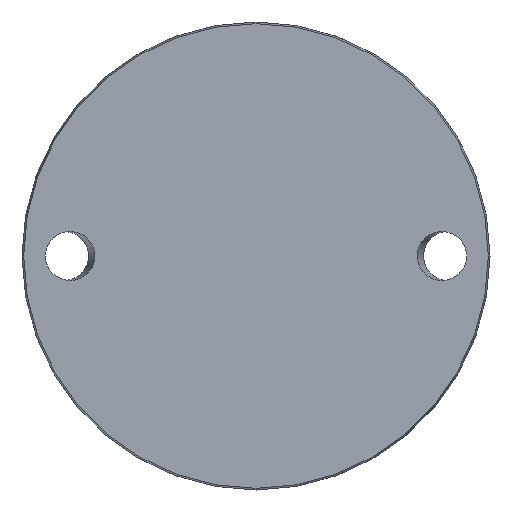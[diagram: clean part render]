
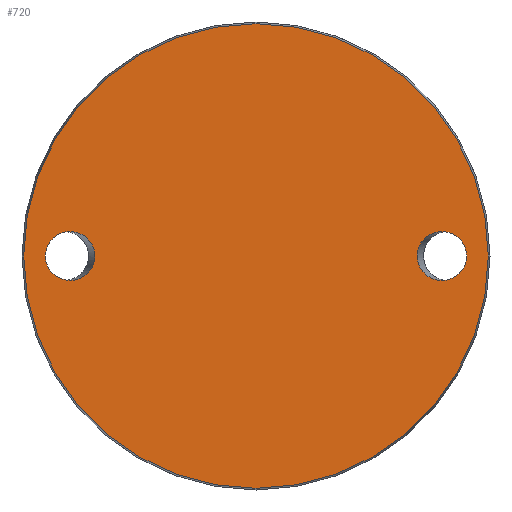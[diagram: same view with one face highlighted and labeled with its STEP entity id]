
A CAD part, front view. The second image highlights one B-rep face of the part: STEP entity #720.
In plain terms, the highlighted planar face has unit normal (0, -1, 0).
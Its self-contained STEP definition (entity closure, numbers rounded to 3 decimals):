
#42 = DIRECTION ( 'NONE',  ( 0., 0., 1. ) ) ;
#45 = VERTEX_POINT ( 'NONE', #301 ) ;
#55 = CARTESIAN_POINT ( 'NONE',  ( -54.385, 0., 16.5 ) ) ;
#63 = CARTESIAN_POINT ( 'NONE',  ( 54.385, 0., -16.5 ) ) ;
#65 = ORIENTED_EDGE ( 'NONE', *, *, #785, .T. ) ;
#108 = FACE_OUTER_BOUND ( 'NONE', #627, .T. ) ;
#117 = EDGE_LOOP ( 'NONE', ( #243 ) ) ;
#164 = CARTESIAN_POINT ( 'NONE',  ( -71.115, 0., 0. ) ) ;
#168 = DIRECTION ( 'NONE',  ( 0., 0., -1. ) ) ;
#186 = AXIS2_PLACEMENT_3D ( 'NONE', #663, #680, #168 ) ;
#230 = FACE_BOUND ( 'NONE', #117, .T. ) ;
#237 = CARTESIAN_POINT ( 'NONE',  ( 71.115, 0., 16.5 ) ) ;
#241 = CARTESIAN_POINT ( 'NONE',  ( -71.115, 0., 0. ) ) ;
#243 = ORIENTED_EDGE ( 'NONE', *, *, #457, .T. ) ;
#261 = EDGE_LOOP ( 'NONE', ( #614 ) ) ;
#277 =( BOUNDED_CURVE ( )  B_SPLINE_CURVE ( 3, ( #549, #609, #63, #356, #545, #237, #421 ),
 .UNSPECIFIED., .T., .F. ) 
 B_SPLINE_CURVE_WITH_KNOTS ( ( 4, 3, 4 ),
 ( 0., 3.142, 6.283 ),
 .UNSPECIFIED. ) 
 CURVE ( )  GEOMETRIC_REPRESENTATION_ITEM ( )  RATIONAL_B_SPLINE_CURVE ( ( 1., 0.333, 0.333, 1., 0.333, 0.333, 1. ) ) 
 REPRESENTATION_ITEM ( '' )  );
#294 = CARTESIAN_POINT ( 'NONE',  ( -71.115, 0., 0. ) ) ;
#301 = CARTESIAN_POINT ( 'NONE',  ( 0., 0., -78.425 ) ) ;
#349 = DIRECTION ( 'NONE',  ( 0., 1., 0. ) ) ;
#352 =( BOUNDED_CURVE ( )  B_SPLINE_CURVE ( 3, ( #294, #407, #55, #669, #726, #722, #164 ),
 .UNSPECIFIED., .T., .T. ) 
 B_SPLINE_CURVE_WITH_KNOTS ( ( 4, 3, 4 ),
 ( 0., 3.142, 6.283 ),
 .UNSPECIFIED. ) 
 CURVE ( )  GEOMETRIC_REPRESENTATION_ITEM ( )  RATIONAL_B_SPLINE_CURVE ( ( 1., 0.333, 0.333, 1., 0.333, 0.333, 1. ) ) 
 REPRESENTATION_ITEM ( '' )  );
#356 = CARTESIAN_POINT ( 'NONE',  ( 54.385, 0., 0. ) ) ;
#403 = VERTEX_POINT ( 'NONE', #241 ) ;
#407 = CARTESIAN_POINT ( 'NONE',  ( -71.115, 0., 16.5 ) ) ;
#409 = CARTESIAN_POINT ( 'NONE',  ( 71.115, 0., 0. ) ) ;
#421 = CARTESIAN_POINT ( 'NONE',  ( 71.115, 0., 0. ) ) ;
#436 = EDGE_CURVE ( 'NONE', #780, #780, #277, .T. ) ;
#457 = EDGE_CURVE ( 'NONE', #403, #403, #352, .T. ) ;
#469 = FACE_BOUND ( 'NONE', #261, .T. ) ;
#475 = CARTESIAN_POINT ( 'NONE',  ( -78.425, 0., 0. ) ) ;
#530 = CIRCLE ( 'NONE', #186, 78.425 ) ;
#540 = PLANE ( 'NONE',  #640 ) ;
#545 = CARTESIAN_POINT ( 'NONE',  ( 54.385, 0., 16.5 ) ) ;
#549 = CARTESIAN_POINT ( 'NONE',  ( 71.115, 0., 0. ) ) ;
#609 = CARTESIAN_POINT ( 'NONE',  ( 71.115, 0., -16.5 ) ) ;
#614 = ORIENTED_EDGE ( 'NONE', *, *, #436, .T. ) ;
#627 = EDGE_LOOP ( 'NONE', ( #65 ) ) ;
#640 = AXIS2_PLACEMENT_3D ( 'NONE', #475, #349, #42 ) ;
#663 = CARTESIAN_POINT ( 'NONE',  ( 0., 0., 0. ) ) ;
#669 = CARTESIAN_POINT ( 'NONE',  ( -54.385, 0., 0. ) ) ;
#680 = DIRECTION ( 'NONE',  ( 0., -1., 0. ) ) ;
#720 = ADVANCED_FACE ( 'NONE', ( #230, #469, #108 ), #540, .F. ) ;
#722 = CARTESIAN_POINT ( 'NONE',  ( -71.115, 0., -16.5 ) ) ;
#726 = CARTESIAN_POINT ( 'NONE',  ( -54.385, 0., -16.5 ) ) ;
#780 = VERTEX_POINT ( 'NONE', #409 ) ;
#785 = EDGE_CURVE ( 'NONE', #45, #45, #530, .T. ) ;
